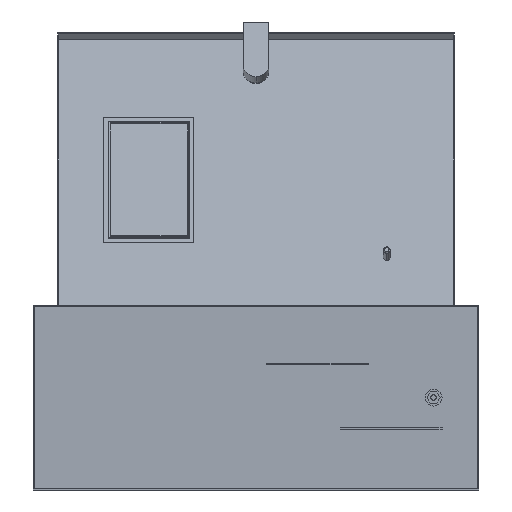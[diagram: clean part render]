
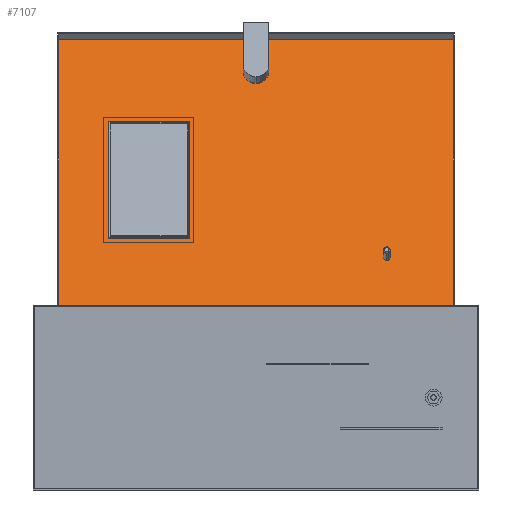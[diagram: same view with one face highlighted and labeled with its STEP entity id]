
A CAD part, left-side view. The second image highlights one B-rep face of the part: STEP entity #7107.
In plain terms, the highlighted face is planar.
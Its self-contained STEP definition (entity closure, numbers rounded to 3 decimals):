
#49 = DIRECTION ( 'NONE',  ( 1., 0., 0. ) ) ;
#218 = DIRECTION ( 'NONE',  ( 1., 0., 0. ) ) ;
#569 = CARTESIAN_POINT ( 'NONE',  ( 0., -175., -1. ) ) ;
#843 = EDGE_CURVE ( 'NONE', #3526, #8554, #5212, .T. ) ;
#876 = ORIENTED_EDGE ( 'NONE', *, *, #5021, .T. ) ;
#1269 = EDGE_CURVE ( 'NONE', #7246, #3818, #2470, .T. ) ;
#1366 = DIRECTION ( 'NONE',  ( 0., 0., -1. ) ) ;
#1482 = DIRECTION ( 'NONE',  ( 1., 0., 0. ) ) ;
#1700 = EDGE_CURVE ( 'NONE', #6471, #3626, #4686, .T. ) ;
#1811 = FACE_BOUND ( 'NONE', #10523, .T. ) ;
#1840 = CARTESIAN_POINT ( 'NONE',  ( -132.5, -175., -1. ) ) ;
#1889 = ORIENTED_EDGE ( 'NONE', *, *, #1700, .T. ) ;
#1970 = EDGE_LOOP ( 'NONE', ( #12180, #1889 ) ) ;
#2082 = CARTESIAN_POINT ( 'NONE',  ( -114., 0., -1. ) ) ;
#2228 = FACE_OUTER_BOUND ( 'NONE', #3022, .T. ) ;
#2265 = EDGE_CURVE ( 'NONE', #7271, #12713, #5603, .T. ) ;
#2293 = VECTOR ( 'NONE', #4141, 1000. ) ;
#2367 = CARTESIAN_POINT ( 'NONE',  ( 76.5, -116., -1. ) ) ;
#2470 = LINE ( 'NONE', #569, #4208 ) ;
#2604 = DIRECTION ( 'NONE',  ( 0., 0., 1. ) ) ;
#2648 = CARTESIAN_POINT ( 'NONE',  ( 0., 59., -1. ) ) ;
#2809 = CARTESIAN_POINT ( 'NONE',  ( 55., 0., -1. ) ) ;
#2986 = CARTESIAN_POINT ( 'NONE',  ( 70.5, -116., -1. ) ) ;
#3022 = EDGE_LOOP ( 'NONE', ( #11130, #11550, #11100, #10474 ) ) ;
#3090 = DIRECTION ( 'NONE',  ( 0., 0., 1. ) ) ;
#3209 = VECTOR ( 'NONE', #6411, 1000. ) ;
#3513 = AXIS2_PLACEMENT_3D ( 'NONE', #8348, #2604, #49 ) ;
#3526 = VERTEX_POINT ( 'NONE', #12339 ) ;
#3626 = VERTEX_POINT ( 'NONE', #7409 ) ;
#3658 = LINE ( 'NONE', #2809, #3209 ) ;
#3715 = DIRECTION ( 'NONE',  ( 1., 0., 0. ) ) ;
#3818 = VERTEX_POINT ( 'NONE', #9616 ) ;
#3912 = CARTESIAN_POINT ( 'NONE',  ( 0., 131., -1. ) ) ;
#4099 = CARTESIAN_POINT ( 'NONE',  ( -132.5, 0., -1. ) ) ;
#4141 = DIRECTION ( 'NONE',  ( -1., 0., 0. ) ) ;
#4208 = VECTOR ( 'NONE', #6314, 1000. ) ;
#4328 = CIRCLE ( 'NONE', #3513, 11.5 ) ;
#4505 = DIRECTION ( 'NONE',  ( 0., 1., 0. ) ) ;
#4686 = CIRCLE ( 'NONE', #13164, 11.5 ) ;
#4784 = CARTESIAN_POINT ( 'NONE',  ( 73.5, -116., -1. ) ) ;
#4810 = CARTESIAN_POINT ( 'NONE',  ( -55., 0., -1. ) ) ;
#4849 = EDGE_CURVE ( 'NONE', #8232, #6022, #5109, .T. ) ;
#4972 = CARTESIAN_POINT ( 'NONE',  ( 55., 59., -1. ) ) ;
#5021 = EDGE_CURVE ( 'NONE', #8554, #7271, #3658, .T. ) ;
#5023 = CARTESIAN_POINT ( 'NONE',  ( 0., 0., -1. ) ) ;
#5109 = CIRCLE ( 'NONE', #8008, 3. ) ;
#5212 = LINE ( 'NONE', #2648, #13062 ) ;
#5412 = ORIENTED_EDGE ( 'NONE', *, *, #11540, .T. ) ;
#5603 = LINE ( 'NONE', #3912, #2293 ) ;
#5614 = ORIENTED_EDGE ( 'NONE', *, *, #7425, .F. ) ;
#5817 = DIRECTION ( 'NONE',  ( -1., 0., 0. ) ) ;
#6022 = VERTEX_POINT ( 'NONE', #2367 ) ;
#6129 = VECTOR ( 'NONE', #5817, 1000. ) ;
#6277 = LINE ( 'NONE', #4810, #10037 ) ;
#6314 = DIRECTION ( 'NONE',  ( 1., 0., 0. ) ) ;
#6411 = DIRECTION ( 'NONE',  ( 0., 1., 0. ) ) ;
#6470 = VERTEX_POINT ( 'NONE', #12546 ) ;
#6471 = VERTEX_POINT ( 'NONE', #2082 ) ;
#6698 = EDGE_LOOP ( 'NONE', ( #7203, #5412, #12188, #876 ) ) ;
#6771 = CARTESIAN_POINT ( 'NONE',  ( 73.5, -116., -1. ) ) ;
#6885 = PLANE ( 'NONE',  #12422 ) ;
#6960 = CARTESIAN_POINT ( 'NONE',  ( 132.5, 175., -1. ) ) ;
#7071 = ORIENTED_EDGE ( 'NONE', *, *, #4849, .F. ) ;
#7072 = CARTESIAN_POINT ( 'NONE',  ( 0., 175., -1. ) ) ;
#7107 = ADVANCED_FACE ( 'NONE', ( #7313, #11425, #2228, #1811 ), #6885, .F. ) ;
#7203 = ORIENTED_EDGE ( 'NONE', *, *, #2265, .T. ) ;
#7246 = VERTEX_POINT ( 'NONE', #1840 ) ;
#7271 = VERTEX_POINT ( 'NONE', #11878 ) ;
#7295 = DIRECTION ( 'NONE',  ( 1., 0., 0. ) ) ;
#7313 = FACE_BOUND ( 'NONE', #6698, .T. ) ;
#7409 = CARTESIAN_POINT ( 'NONE',  ( -91., 0., -1. ) ) ;
#7425 = EDGE_CURVE ( 'NONE', #6022, #8232, #12721, .T. ) ;
#7658 = DIRECTION ( 'NONE',  ( 0., -1., 0. ) ) ;
#7741 = DIRECTION ( 'NONE',  ( 0., -1., 0. ) ) ;
#8008 = AXIS2_PLACEMENT_3D ( 'NONE', #6771, #12361, #218 ) ;
#8232 = VERTEX_POINT ( 'NONE', #2986 ) ;
#8321 = LINE ( 'NONE', #4099, #9983 ) ;
#8348 = CARTESIAN_POINT ( 'NONE',  ( -102.5, 0., -1. ) ) ;
#8554 = VERTEX_POINT ( 'NONE', #4972 ) ;
#9050 = DIRECTION ( 'NONE',  ( 1., 0., 0. ) ) ;
#9568 = EDGE_CURVE ( 'NONE', #3818, #9842, #12185, .T. ) ;
#9593 = EDGE_CURVE ( 'NONE', #6470, #7246, #8321, .T. ) ;
#9616 = CARTESIAN_POINT ( 'NONE',  ( 132.5, -175., -1. ) ) ;
#9799 = VECTOR ( 'NONE', #4505, 1000. ) ;
#9842 = VERTEX_POINT ( 'NONE', #6960 ) ;
#9983 = VECTOR ( 'NONE', #7658, 1000. ) ;
#9996 = CARTESIAN_POINT ( 'NONE',  ( -102.5, 0., -1. ) ) ;
#10037 = VECTOR ( 'NONE', #7741, 1000. ) ;
#10223 = DIRECTION ( 'NONE',  ( 0., 0., 1. ) ) ;
#10474 = ORIENTED_EDGE ( 'NONE', *, *, #1269, .F. ) ;
#10487 = CARTESIAN_POINT ( 'NONE',  ( 132.5, 0., -1. ) ) ;
#10523 = EDGE_LOOP ( 'NONE', ( #5614, #7071 ) ) ;
#11100 = ORIENTED_EDGE ( 'NONE', *, *, #9568, .F. ) ;
#11130 = ORIENTED_EDGE ( 'NONE', *, *, #9593, .F. ) ;
#11274 = EDGE_CURVE ( 'NONE', #9842, #6470, #12886, .T. ) ;
#11425 = FACE_BOUND ( 'NONE', #1970, .T. ) ;
#11437 = CARTESIAN_POINT ( 'NONE',  ( -55., 131., -1. ) ) ;
#11540 = EDGE_CURVE ( 'NONE', #12713, #3526, #6277, .T. ) ;
#11550 = ORIENTED_EDGE ( 'NONE', *, *, #11274, .F. ) ;
#11744 = AXIS2_PLACEMENT_3D ( 'NONE', #4784, #1366, #3715 ) ;
#11878 = CARTESIAN_POINT ( 'NONE',  ( 55., 131., -1. ) ) ;
#12180 = ORIENTED_EDGE ( 'NONE', *, *, #12311, .T. ) ;
#12185 = LINE ( 'NONE', #10487, #9799 ) ;
#12188 = ORIENTED_EDGE ( 'NONE', *, *, #843, .T. ) ;
#12311 = EDGE_CURVE ( 'NONE', #3626, #6471, #4328, .T. ) ;
#12339 = CARTESIAN_POINT ( 'NONE',  ( -55., 59., -1. ) ) ;
#12361 = DIRECTION ( 'NONE',  ( 0., 0., -1. ) ) ;
#12422 = AXIS2_PLACEMENT_3D ( 'NONE', #5023, #3090, #9050 ) ;
#12546 = CARTESIAN_POINT ( 'NONE',  ( -132.5, 175., -1. ) ) ;
#12713 = VERTEX_POINT ( 'NONE', #11437 ) ;
#12721 = CIRCLE ( 'NONE', #11744, 3. ) ;
#12886 = LINE ( 'NONE', #7072, #6129 ) ;
#13062 = VECTOR ( 'NONE', #7295, 1000. ) ;
#13164 = AXIS2_PLACEMENT_3D ( 'NONE', #9996, #10223, #1482 ) ;
